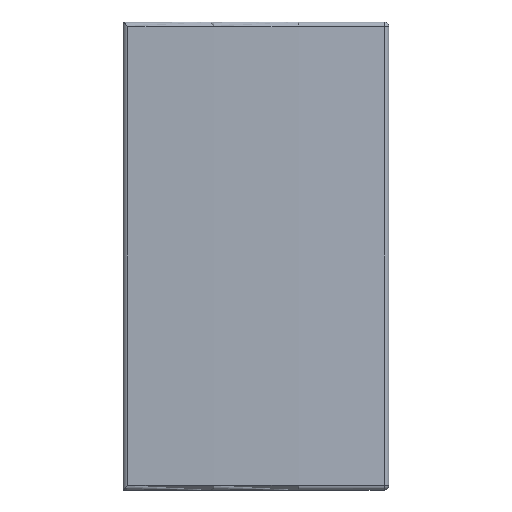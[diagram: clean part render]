
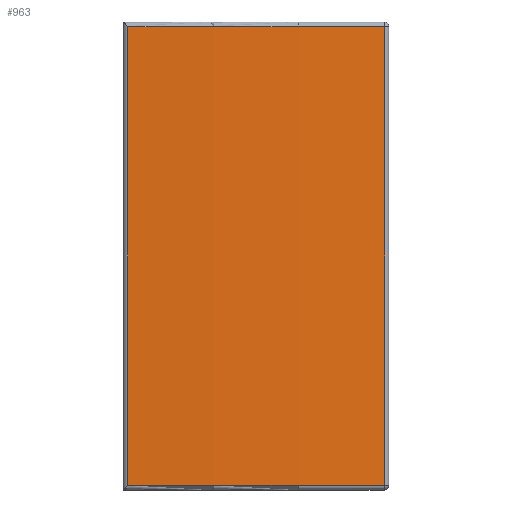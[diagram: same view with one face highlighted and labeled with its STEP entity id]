
A CAD part, left-side view. The second image highlights one B-rep face of the part: STEP entity #963.
In plain terms, the highlighted cylindrical face has radius 3499.48 mm (diameter 6998.96 mm), a partial arc.
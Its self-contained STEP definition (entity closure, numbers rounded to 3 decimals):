
#474=CARTESIAN_POINT('',(15.86,-367.785,7.));
#475=VERTEX_POINT('',#474);
#533=CARTESIAN_POINT('',(15.86,-367.785,698.0));
#534=VERTEX_POINT('',#533);
#681=CARTESIAN_POINT('',(15.86,-367.785,698.0));
#682=DIRECTION('',(0.0,0.0,-1.0));
#683=VECTOR('',#682,691.0);
#684=LINE('',#681,#683);
#685=EDGE_CURVE('',#534,#475,#684,.T.);
#702=CARTESIAN_POINT('',(-3.513,19.021,698.0));
#703=VERTEX_POINT('',#702);
#704=CARTESIAN_POINT('',(3495.918,0.394,698.0));
#705=DIRECTION('',(0.0,0.0,1.));
#706=DIRECTION('',(-0.999,-0.05,0.0));
#707=AXIS2_PLACEMENT_3D('',#704,#705,#706);
#708=CIRCLE('',#707,3499.48);
#709=EDGE_CURVE('',#703,#534,#708,.T.);
#820=CARTESIAN_POINT('',(-3.513,19.021,7.));
#821=VERTEX_POINT('',#820);
#822=CARTESIAN_POINT('',(3495.918,0.394,7.));
#823=DIRECTION('',(0.0,0.0,-1.));
#824=DIRECTION('',(-0.999,-0.05,0.0));
#825=AXIS2_PLACEMENT_3D('',#822,#823,#824);
#826=CIRCLE('',#825,3499.48);
#827=EDGE_CURVE('',#475,#821,#826,.T.);
#863=CARTESIAN_POINT('',(-3.513,19.021,7.));
#864=DIRECTION('',(0.0,0.0,1.0));
#865=VECTOR('',#864,691.0);
#866=LINE('',#863,#865);
#867=EDGE_CURVE('',#821,#703,#866,.T.);
#952=CARTESIAN_POINT('',(3495.918,0.394,0.0));
#953=DIRECTION('',(0.0,0.0,1.0));
#954=DIRECTION('',(1.,-0.007,0.0));
#955=AXIS2_PLACEMENT_3D('',#952,#953,#954);
#956=CYLINDRICAL_SURFACE('',#955,3499.48);
#957=ORIENTED_EDGE('',*,*,#685,.F.);
#958=ORIENTED_EDGE('',*,*,#709,.F.);
#959=ORIENTED_EDGE('',*,*,#867,.F.);
#960=ORIENTED_EDGE('',*,*,#827,.F.);
#961=EDGE_LOOP('',(#957,#958,#959,#960));
#962=FACE_OUTER_BOUND('',#961,.T.);
#963=ADVANCED_FACE('',(#962),#956,.T.);
